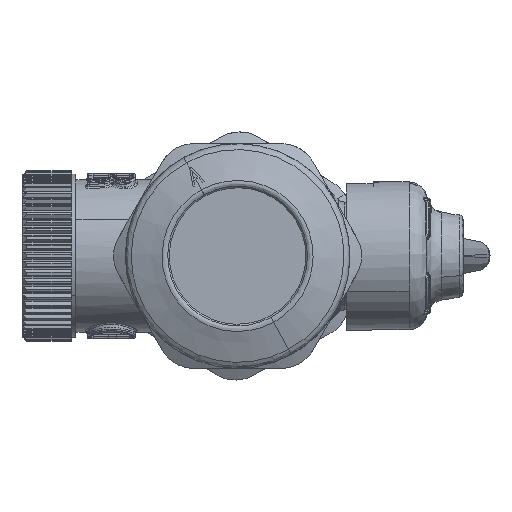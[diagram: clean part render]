
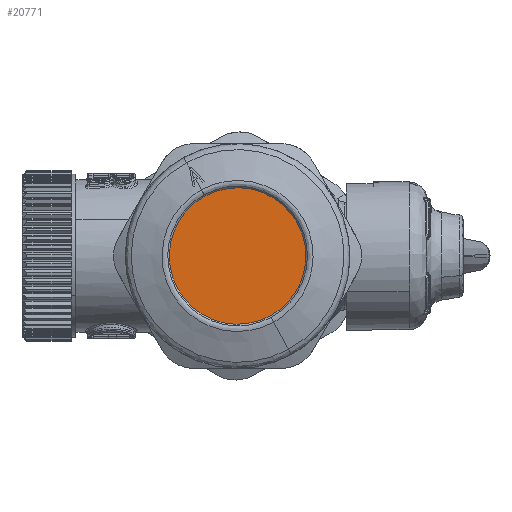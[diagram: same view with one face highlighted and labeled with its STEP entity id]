
A CAD part, front view. The second image highlights one B-rep face of the part: STEP entity #20771.
In plain terms, the highlighted planar face has unit normal (0, -1, 0).
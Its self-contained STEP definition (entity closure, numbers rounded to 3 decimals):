
#20695=CARTESIAN_POINT('Axis2P3D Location',(0.,43.548,0.)) ;
#20699=CARTESIAN_POINT('Vertex',(-3.787,43.548,6.933)) ;
#20701=CARTESIAN_POINT('Vertex',(-3.787,43.548,-6.933)) ;
#20704=CARTESIAN_POINT('Axis2P3D Location',(0.,43.548,0.)) ;
#20708=CARTESIAN_POINT('Vertex',(3.787,43.548,6.933)) ;
#20739=CARTESIAN_POINT('Axis2P3D Location',(0.,43.548,0.)) ;
#20743=CARTESIAN_POINT('Vertex',(3.787,43.548,-6.933)) ;
#20746=CARTESIAN_POINT('Axis2P3D Location',(0.,43.548,0.)) ;
#20760=CARTESIAN_POINT('Axis2P3D Location',(-8.217,43.548,8.219)) ;
#20696=DIRECTION('Axis2P3D Direction',(0.,1.,0.)) ;
#20705=DIRECTION('Axis2P3D Direction',(0.,1.,0.)) ;
#20740=DIRECTION('Axis2P3D Direction',(0.,1.,0.)) ;
#20747=DIRECTION('Axis2P3D Direction',(0.,1.,0.)) ;
#20761=DIRECTION('Axis2P3D Direction',(-0.,1.,0.)) ;
#20762=DIRECTION('Axis2P3D XDirection',(1.,0.,0.)) ;
#20697=AXIS2_PLACEMENT_3D('Circle Axis2P3D',#20695,#20696,$) ;
#20706=AXIS2_PLACEMENT_3D('Circle Axis2P3D',#20704,#20705,$) ;
#20741=AXIS2_PLACEMENT_3D('Circle Axis2P3D',#20739,#20740,$) ;
#20748=AXIS2_PLACEMENT_3D('Circle Axis2P3D',#20746,#20747,$) ;
#20763=AXIS2_PLACEMENT_3D('Plane Axis2P3D',#20760,#20761,#20762) ;
#20766=ORIENTED_EDGE('',*,*,#20710,.T.) ;
#20767=ORIENTED_EDGE('',*,*,#20703,.T.) ;
#20768=ORIENTED_EDGE('',*,*,#20750,.T.) ;
#20769=ORIENTED_EDGE('',*,*,#20745,.T.) ;
#20771=ADVANCED_FACE('PartBody',(#20770),#20764,.F.) ;
#20698=CIRCLE('generated circle',#20697,7.9) ;
#20707=CIRCLE('generated circle',#20706,7.9) ;
#20742=CIRCLE('generated circle',#20741,7.9) ;
#20749=CIRCLE('generated circle',#20748,7.9) ;
#20703=EDGE_CURVE('',#20700,#20702,#20698,.F.) ;
#20710=EDGE_CURVE('',#20709,#20700,#20707,.F.) ;
#20745=EDGE_CURVE('',#20744,#20709,#20742,.F.) ;
#20750=EDGE_CURVE('',#20702,#20744,#20749,.F.) ;
#20765=EDGE_LOOP('',(#20766,#20767,#20768,#20769)) ;
#20770=FACE_OUTER_BOUND('',#20765,.T.) ;
#20764=PLANE('',#20763) ;
#20700=VERTEX_POINT('',#20699) ;
#20702=VERTEX_POINT('',#20701) ;
#20709=VERTEX_POINT('',#20708) ;
#20744=VERTEX_POINT('',#20743) ;
